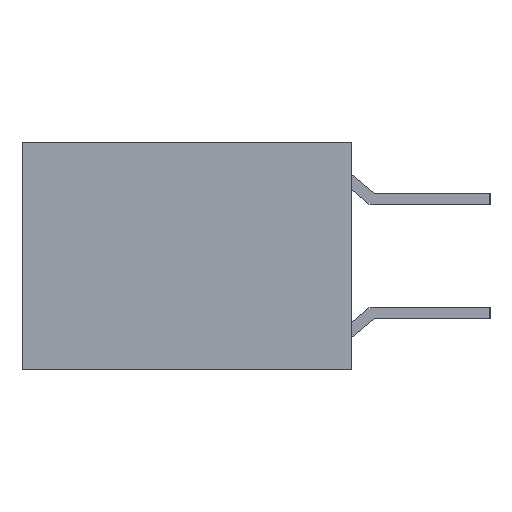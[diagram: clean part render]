
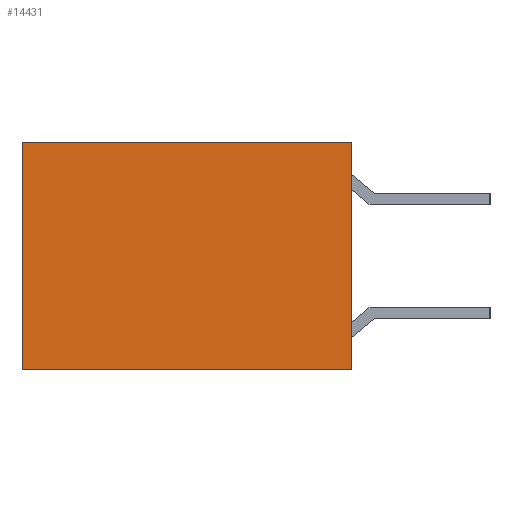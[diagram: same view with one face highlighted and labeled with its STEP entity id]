
A CAD part, left-side view. The second image highlights one B-rep face of the part: STEP entity #14431.
In plain terms, the highlighted planar face has unit normal (-1, 0, 0).
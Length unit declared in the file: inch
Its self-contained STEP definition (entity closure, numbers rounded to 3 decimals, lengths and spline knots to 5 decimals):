
#3063=ORIENTED_EDGE('',*,*,#5738,.T.);
#3064=ORIENTED_EDGE('',*,*,#5739,.F.);
#3065=ORIENTED_EDGE('',*,*,#5612,.F.);
#3066=ORIENTED_EDGE('',*,*,#5736,.T.);
#5612=EDGE_CURVE('',#7192,#7193,#9012,.T.);
#5736=EDGE_CURVE('',#7192,#7316,#9136,.T.);
#5738=EDGE_CURVE('',#7316,#7317,#9138,.T.);
#5739=EDGE_CURVE('',#7193,#7317,#9139,.T.);
#7192=VERTEX_POINT('',#21760);
#7193=VERTEX_POINT('',#21762);
#7316=VERTEX_POINT('',#22009);
#7317=VERTEX_POINT('',#22014);
#9012=LINE('',#21761,#11076);
#9136=LINE('',#22010,#11200);
#9138=LINE('',#22013,#11202);
#9139=LINE('',#22015,#11203);
#11076=VECTOR('',#17776,39.37008);
#11200=VECTOR('',#17902,39.37008);
#11202=VECTOR('',#17906,39.37008);
#11203=VECTOR('',#17907,39.37008);
#12205=EDGE_LOOP('',(#3063,#3064,#3065,#3066));
#12997=FACE_BOUND('',#12205,.T.);
#13729=PLANE('',#15160);
#14431=ADVANCED_FACE('',(#12997),#13729,.F.);
#15160=AXIS2_PLACEMENT_3D('',#22012,#17904,#17905);
#17776=DIRECTION('',(0.,0.,1.));
#17902=DIRECTION('',(0.,-1.,0.));
#17904=DIRECTION('',(1.,0.,0.));
#17905=DIRECTION('',(0.,0.,-1.));
#17906=DIRECTION('',(0.,0.,1.));
#17907=DIRECTION('',(0.,-1.,0.));
#21760=CARTESIAN_POINT('',(-0.75,0.29,-0.1));
#21761=CARTESIAN_POINT('',(-0.75,0.29,-0.1));
#21762=CARTESIAN_POINT('',(-0.75,0.29,0.1));
#22009=CARTESIAN_POINT('',(-0.75,0.,-0.1));
#22010=CARTESIAN_POINT('',(-0.75,0.29,-0.1));
#22012=CARTESIAN_POINT('',(-0.75,0.29,-0.1));
#22013=CARTESIAN_POINT('',(-0.75,0.,-0.1));
#22014=CARTESIAN_POINT('',(-0.75,0.,0.1));
#22015=CARTESIAN_POINT('',(-0.75,0.29,0.1));
